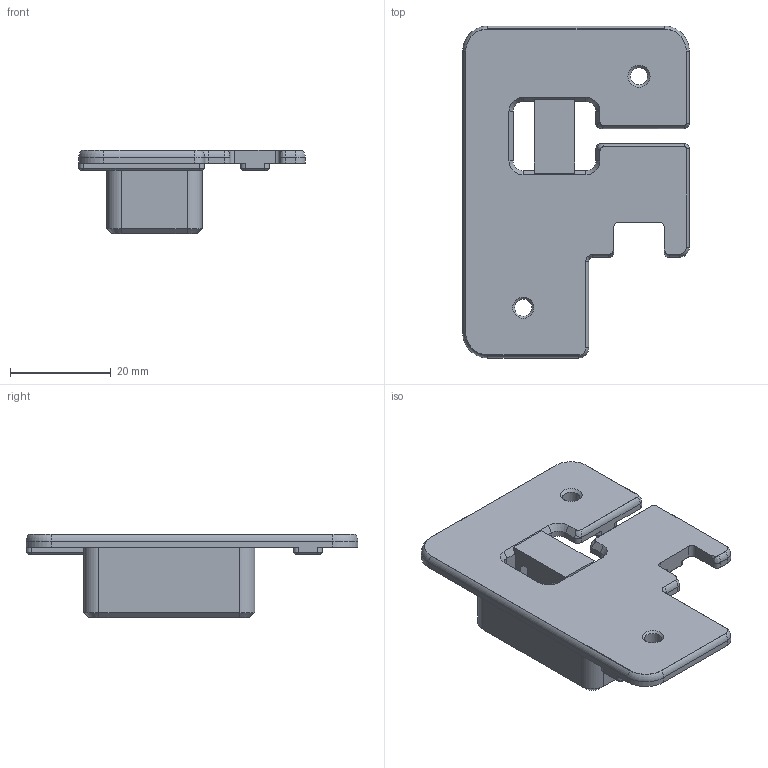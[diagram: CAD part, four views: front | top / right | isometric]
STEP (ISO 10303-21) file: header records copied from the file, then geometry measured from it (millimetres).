
FILE_DESCRIPTION(/* description */ (''),/* implementation_level */ '2;1');
FILE_NAME(/* name */ 'Z Belt Cover Right.stp',/* time_stamp */ '2021-11-20T22:31:36+01:00',/* author */ (''),/* organization */ (''),/* preprocessor_version */ 'ST-DEVELOPER v16.7',/* originating_system */ 'SIEMENS PLM Software NX 12.0',/* authorisation */ '');
FILE_SCHEMA (('AUTOMOTIVE_DESIGN { 1 0 10303 214 3 1 1 1 }'));
Length unit declared in the file: millimetre
Products named in the file (1): Kuba5640D0CFw2ho
Bounding box: 45.04 x 66 x 16.6 mm (x, y, z)
Volume: 13076.7 mm3; surface area: 8089.4 mm2
Topology: 2 solids, 2 shells, 206 faces, 519 edges, 319 vertices
Faces by surface type: plane 100, cylinder 64, cone 30, bspline 6, torus 4, sphere 2
Full cylindrical faces by diameter (mm): 3.4 x2
Entity records: 6187 total; most frequent: CARTESIAN_POINT 1138, DIRECTION 1082, ORIENTED_EDGE 1028, EDGE_CURVE 514, AXIS2_PLACEMENT_3D 369, LINE 344, VECTOR 344, VERTEX_POINT 317
